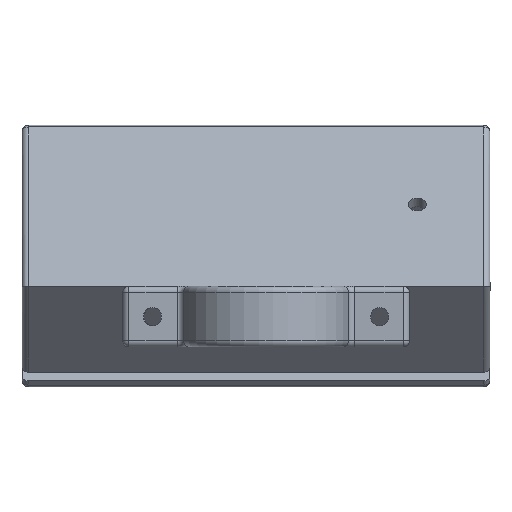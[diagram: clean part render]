
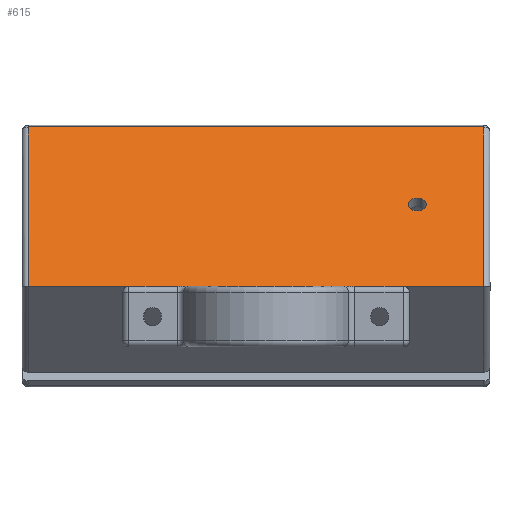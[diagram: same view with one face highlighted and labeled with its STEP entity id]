
A CAD part, front view. The second image highlights one B-rep face of the part: STEP entity #615.
In plain terms, the highlighted face is planar.
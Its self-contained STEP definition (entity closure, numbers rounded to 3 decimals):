
#102 = ORIENTED_EDGE ( 'NONE', *, *, #1410, .T. ) ;
#128 = EDGE_CURVE ( 'NONE', #4976, #3220, #2697, .T. ) ;
#179 = CARTESIAN_POINT ( 'NONE',  ( 0., 0., -37.54 ) ) ;
#319 = EDGE_LOOP ( 'NONE', ( #2566, #102, #3543, #4114 ) ) ;
#438 = CARTESIAN_POINT ( 'NONE',  ( 0., 0., 37.54 ) ) ;
#444 = DIRECTION ( 'NONE',  ( 0., 0., -1. ) ) ;
#471 = PLANE ( 'NONE',  #2453 ) ;
#490 = DIRECTION ( 'NONE',  ( -1., 0., 0. ) ) ;
#521 = LINE ( 'NONE', #438, #1867 ) ;
#615 = ADVANCED_FACE ( 'NONE', ( #3487, #3459 ), #471, .F. ) ;
#620 = VECTOR ( 'NONE', #2321, 1000. ) ;
#671 = CARTESIAN_POINT ( 'NONE',  ( 19.05, 0., -37.54 ) ) ;
#800 = EDGE_LOOP ( 'NONE', ( #4229 ) ) ;
#1128 = VECTOR ( 'NONE', #4353, 1000. ) ;
#1410 = EDGE_CURVE ( 'NONE', #4595, #1452, #521, .T. ) ;
#1452 = VERTEX_POINT ( 'NONE', #3401 ) ;
#1495 = LINE ( 'NONE', #2259, #620 ) ;
#1734 = CARTESIAN_POINT ( 'NONE',  ( 0., 0., 0. ) ) ;
#1795 = CARTESIAN_POINT ( 'NONE',  ( 0., 0., 26.54 ) ) ;
#1867 = VECTOR ( 'NONE', #490, 1000. ) ;
#2064 = AXIS2_PLACEMENT_3D ( 'NONE', #1795, #3865, #2937 ) ;
#2259 = CARTESIAN_POINT ( 'NONE',  ( 19.05, 0., -38.54 ) ) ;
#2321 = DIRECTION ( 'NONE',  ( 0., 0., -1. ) ) ;
#2423 = VECTOR ( 'NONE', #444, 1000. ) ;
#2453 = AXIS2_PLACEMENT_3D ( 'NONE', #1734, #3047, #3403 ) ;
#2566 = ORIENTED_EDGE ( 'NONE', *, *, #3199, .F. ) ;
#2697 = LINE ( 'NONE', #179, #1128 ) ;
#2909 = CARTESIAN_POINT ( 'NONE',  ( -18.05, 0., -37.54 ) ) ;
#2937 = DIRECTION ( 'NONE',  ( 0., 0., -1. ) ) ;
#3047 = DIRECTION ( 'NONE',  ( 0., 1., 0. ) ) ;
#3199 = EDGE_CURVE ( 'NONE', #4595, #3220, #1495, .T. ) ;
#3220 = VERTEX_POINT ( 'NONE', #671 ) ;
#3401 = CARTESIAN_POINT ( 'NONE',  ( -18.05, 0., 37.54 ) ) ;
#3403 = DIRECTION ( 'NONE',  ( 0., 0., 1. ) ) ;
#3436 = EDGE_CURVE ( 'NONE', #5187, #5187, #3726, .T. ) ;
#3442 = EDGE_CURVE ( 'NONE', #1452, #4976, #4187, .T. ) ;
#3459 = FACE_OUTER_BOUND ( 'NONE', #319, .T. ) ;
#3487 = FACE_BOUND ( 'NONE', #800, .T. ) ;
#3543 = ORIENTED_EDGE ( 'NONE', *, *, #3442, .T. ) ;
#3709 = CARTESIAN_POINT ( 'NONE',  ( 19.05, 0., 37.54 ) ) ;
#3726 = CIRCLE ( 'NONE', #2064, 1.5 ) ;
#3865 = DIRECTION ( 'NONE',  ( 0., -1., 0. ) ) ;
#4114 = ORIENTED_EDGE ( 'NONE', *, *, #128, .T. ) ;
#4187 = LINE ( 'NONE', #5096, #2423 ) ;
#4229 = ORIENTED_EDGE ( 'NONE', *, *, #3436, .F. ) ;
#4333 = CARTESIAN_POINT ( 'NONE',  ( 0., 0., 25.04 ) ) ;
#4353 = DIRECTION ( 'NONE',  ( 1., 0., 0. ) ) ;
#4595 = VERTEX_POINT ( 'NONE', #3709 ) ;
#4976 = VERTEX_POINT ( 'NONE', #2909 ) ;
#5096 = CARTESIAN_POINT ( 'NONE',  ( -18.05, 0., 0. ) ) ;
#5187 = VERTEX_POINT ( 'NONE', #4333 ) ;
